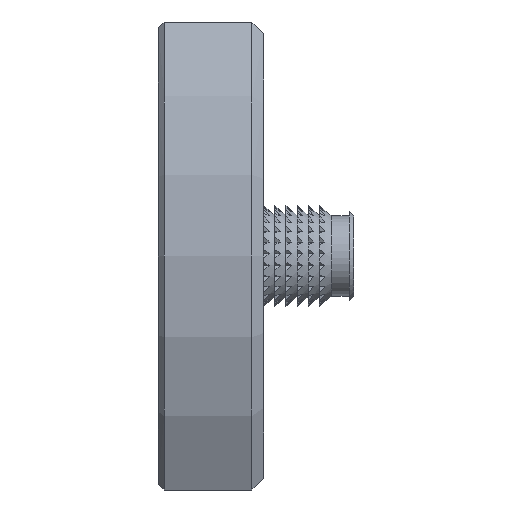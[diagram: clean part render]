
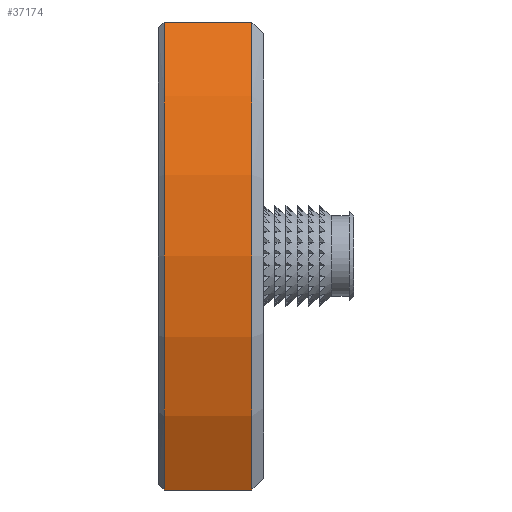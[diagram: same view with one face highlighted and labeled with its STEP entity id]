
A CAD part, left-side view. The second image highlights one B-rep face of the part: STEP entity #37174.
In plain terms, the highlighted cylindrical face has radius 40 mm (diameter 80 mm), a partial arc.
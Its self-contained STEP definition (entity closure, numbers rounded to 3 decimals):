
#1393 = LINE ( 'NONE', #33901, #3669 ) ;
#1524 = CARTESIAN_POINT ( 'NONE',  ( -34.641, 9., -20. ) ) ;
#1934 = CARTESIAN_POINT ( 'NONE',  ( -34.641, 8.5, -20. ) ) ;
#2239 = FACE_OUTER_BOUND ( 'NONE', #45354, .T. ) ;
#3487 = DIRECTION ( 'NONE',  ( 0., -1., 0. ) ) ;
#3669 = VECTOR ( 'NONE', #14362, 1000. ) ;
#4992 = LINE ( 'NONE', #1524, #11982 ) ;
#6117 = VERTEX_POINT ( 'NONE', #42675 ) ;
#6143 = VERTEX_POINT ( 'NONE', #1934 ) ;
#6212 = CARTESIAN_POINT ( 'NONE',  ( 0., 9., 0. ) ) ;
#8562 = DIRECTION ( 'NONE',  ( 0., 1., 0. ) ) ;
#8713 = CIRCLE ( 'NONE', #37433, 40. ) ;
#10852 = ORIENTED_EDGE ( 'NONE', *, *, #28377, .T. ) ;
#11647 = VERTEX_POINT ( 'NONE', #20565 ) ;
#11982 = VECTOR ( 'NONE', #30075, 1000. ) ;
#12575 = ORIENTED_EDGE ( 'NONE', *, *, #18646, .T. ) ;
#12603 = ORIENTED_EDGE ( 'NONE', *, *, #30573, .T. ) ;
#13047 = CARTESIAN_POINT ( 'NONE',  ( 0., 1., 0. ) ) ;
#14362 = DIRECTION ( 'NONE',  ( 0., -1., 0. ) ) ;
#18646 = EDGE_CURVE ( 'NONE', #6143, #11647, #4992, .T. ) ;
#20505 = ORIENTED_EDGE ( 'NONE', *, *, #28446, .F. ) ;
#20565 = CARTESIAN_POINT ( 'NONE',  ( -34.641, 1., -20. ) ) ;
#23580 = CYLINDRICAL_SURFACE ( 'NONE', #29557, 40. ) ;
#28202 = CARTESIAN_POINT ( 'NONE',  ( 0., 8.5, 0. ) ) ;
#28377 = EDGE_CURVE ( 'NONE', #11647, #34603, #8713, .T. ) ;
#28446 = EDGE_CURVE ( 'NONE', #6117, #34603, #1393, .T. ) ;
#28470 = DIRECTION ( 'NONE',  ( 0., -1., 0. ) ) ;
#29557 = AXIS2_PLACEMENT_3D ( 'NONE', #6212, #3487, #51852 ) ;
#30075 = DIRECTION ( 'NONE',  ( 0., -1., 0. ) ) ;
#30573 = EDGE_CURVE ( 'NONE', #6117, #6143, #46077, .T. ) ;
#33901 = CARTESIAN_POINT ( 'NONE',  ( -34.641, 9., 20. ) ) ;
#34603 = VERTEX_POINT ( 'NONE', #40853 ) ;
#37174 = ADVANCED_FACE ( 'NONE', ( #2239 ), #23580, .T. ) ;
#37433 = AXIS2_PLACEMENT_3D ( 'NONE', #13047, #8562, #48202 ) ;
#40853 = CARTESIAN_POINT ( 'NONE',  ( -34.641, 1., 20. ) ) ;
#42675 = CARTESIAN_POINT ( 'NONE',  ( -34.641, 8.5, 20. ) ) ;
#45354 = EDGE_LOOP ( 'NONE', ( #12575, #10852, #20505, #12603 ) ) ;
#46077 = CIRCLE ( 'NONE', #51958, 40. ) ;
#48202 = DIRECTION ( 'NONE',  ( 0., 0., 1. ) ) ;
#48838 = DIRECTION ( 'NONE',  ( 0., 0., 1. ) ) ;
#51852 = DIRECTION ( 'NONE',  ( 0., 0., -1. ) ) ;
#51958 = AXIS2_PLACEMENT_3D ( 'NONE', #28202, #28470, #48838 ) ;
